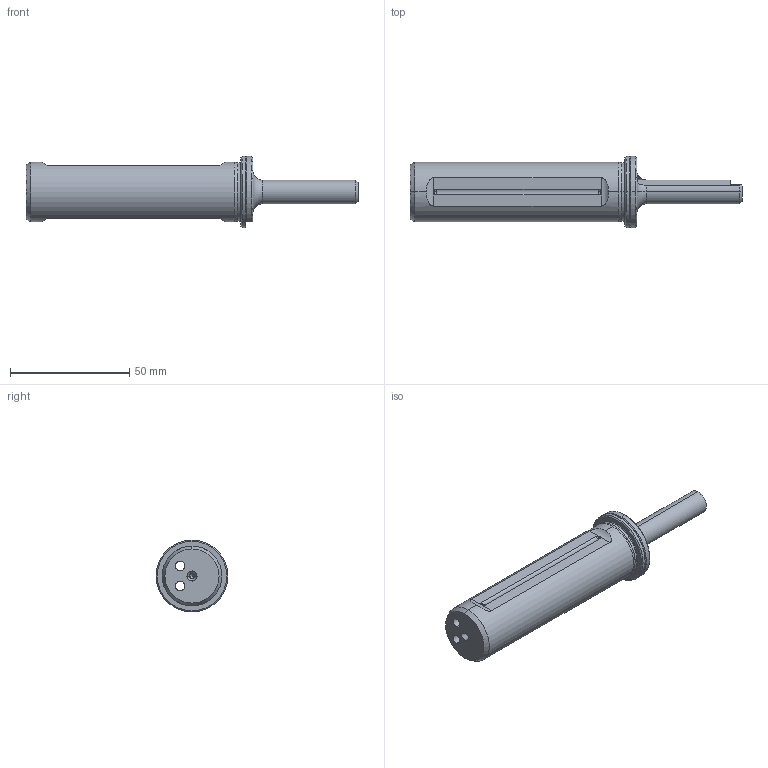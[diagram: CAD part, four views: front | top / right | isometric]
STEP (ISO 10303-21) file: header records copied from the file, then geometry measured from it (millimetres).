
FILE_DESCRIPTION (( 'STEP AP203' ), '1' );
FILE_NAME ('UT-HEX-11_17-25.STEP', '2023-07-17T08:42:06', ( 'TECNICO' ), ( '' ), 'SwSTEP 2.0', 'SolidWorks 2020', '' );
FILE_SCHEMA (( 'CONFIG_CONTROL_DESIGN' ));
Length unit declared in the file: millimetre
Products named in the file (1): UT-HEX-11_17-25
Bounding box: 139 x 30 x 30 mm (x, y, z)
Volume: 46347.6 mm3; surface area: 12610.8 mm2
Topology: 1 solids, 1 shells, 114 faces, 284 edges, 166 vertices
Faces by surface type: cylinder 38, cone 31, plane 27, torus 10, sphere 8
Entity records: 3669 total; most frequent: CARTESIAN_POINT 885, DIRECTION 604, ORIENTED_EDGE 552, EDGE_CURVE 276, AXIS2_PLACEMENT_3D 243, VERTEX_POINT 166, CIRCLE 128, EDGE_LOOP 120
